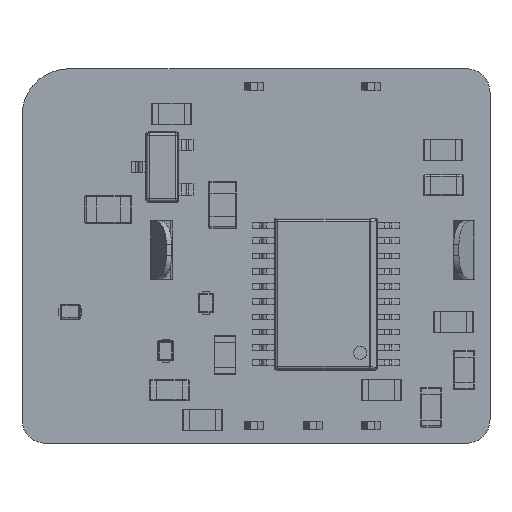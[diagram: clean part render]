
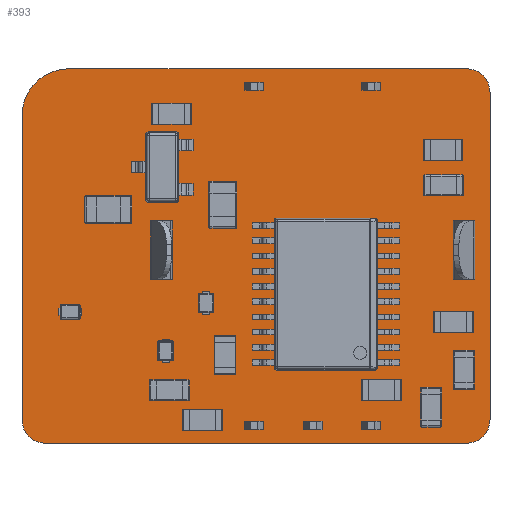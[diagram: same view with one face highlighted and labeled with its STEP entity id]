
A CAD part, top view. The second image highlights one B-rep face of the part: STEP entity #393.
In plain terms, the highlighted planar face has unit normal (0, 0, 1).
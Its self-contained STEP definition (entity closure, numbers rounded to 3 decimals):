
#128 = VERTEX_POINT('',#129);
#129 = CARTESIAN_POINT('',(1003.,1001.,0.401));
#135 = EDGE_CURVE('',#128,#136,#138,.T.);
#136 = VERTEX_POINT('',#137);
#137 = CARTESIAN_POINT('',(1004.,1000.,0.401));
#138 = CIRCLE('',#139,1.);
#139 = AXIS2_PLACEMENT_3D('',#140,#141,#142);
#140 = CARTESIAN_POINT('',(1004.,1001.,
    0.401));
#141 = DIRECTION('',(0.,0.,1.));
#142 = DIRECTION('',(-1.,0.,0.));
#168 = EDGE_CURVE('',#136,#169,#171,.T.);
#169 = VERTEX_POINT('',#170);
#170 = CARTESIAN_POINT('',(1022.,1000.,0.401));
#171 = LINE('',#172,#173);
#172 = CARTESIAN_POINT('',(1004.,1000.,0.401));
#173 = VECTOR('',#174,1.);
#174 = DIRECTION('',(1.,0.,0.));
#199 = EDGE_CURVE('',#169,#200,#202,.T.);
#200 = VERTEX_POINT('',#201);
#201 = CARTESIAN_POINT('',(1023.,1001.,0.401));
#202 = CIRCLE('',#203,1.);
#203 = AXIS2_PLACEMENT_3D('',#204,#205,#206);
#204 = CARTESIAN_POINT('',(1022.,1001.,
    0.401));
#205 = DIRECTION('',(0.,0.,1.));
#206 = DIRECTION('',(0.,-1.,0.));
#232 = EDGE_CURVE('',#200,#233,#235,.T.);
#233 = VERTEX_POINT('',#234);
#234 = CARTESIAN_POINT('',(1023.,1015.,0.401));
#235 = LINE('',#236,#237);
#236 = CARTESIAN_POINT('',(1023.,1001.,0.401));
#237 = VECTOR('',#238,1.);
#238 = DIRECTION('',(0.,1.,0.));
#263 = EDGE_CURVE('',#233,#264,#266,.T.);
#264 = VERTEX_POINT('',#265);
#265 = CARTESIAN_POINT('',(1022.,1016.,0.401));
#266 = CIRCLE('',#267,1.);
#267 = AXIS2_PLACEMENT_3D('',#268,#269,#270);
#268 = CARTESIAN_POINT('',(1022.,1015.,
    0.401));
#269 = DIRECTION('',(0.,0.,1.));
#270 = DIRECTION('',(1.,0.,0.));
#296 = EDGE_CURVE('',#264,#297,#299,.T.);
#297 = VERTEX_POINT('',#298);
#298 = CARTESIAN_POINT('',(1005.,1016.,0.401));
#299 = LINE('',#300,#301);
#300 = CARTESIAN_POINT('',(1022.,1016.,0.401));
#301 = VECTOR('',#302,1.);
#302 = DIRECTION('',(-1.,0.,0.));
#327 = EDGE_CURVE('',#297,#328,#330,.T.);
#328 = VERTEX_POINT('',#329);
#329 = CARTESIAN_POINT('',(1003.,1014.,0.401));
#330 = CIRCLE('',#331,2.001);
#331 = AXIS2_PLACEMENT_3D('',#332,#333,#334);
#332 = CARTESIAN_POINT('',(1005.001,1013.999,
    0.401));
#333 = DIRECTION('',(0.,0.,1.));
#334 = DIRECTION('',(0.,1.,0.));
#360 = EDGE_CURVE('',#328,#128,#361,.T.);
#361 = LINE('',#362,#363);
#362 = CARTESIAN_POINT('',(1003.,1014.,0.401));
#363 = VECTOR('',#364,1.);
#364 = DIRECTION('',(0.,-1.,0.));
#393 = ADVANCED_FACE('',(#394),#404,.F.);
#394 = FACE_BOUND('',#395,.T.);
#395 = EDGE_LOOP('',(#396,#397,#398,#399,#400,#401,#402,#403));
#396 = ORIENTED_EDGE('',*,*,#135,.T.);
#397 = ORIENTED_EDGE('',*,*,#168,.T.);
#398 = ORIENTED_EDGE('',*,*,#199,.T.);
#399 = ORIENTED_EDGE('',*,*,#232,.T.);
#400 = ORIENTED_EDGE('',*,*,#263,.T.);
#401 = ORIENTED_EDGE('',*,*,#296,.T.);
#402 = ORIENTED_EDGE('',*,*,#327,.T.);
#403 = ORIENTED_EDGE('',*,*,#360,.T.);
#404 = PLANE('',#405);
#405 = AXIS2_PLACEMENT_3D('',#406,#407,#408);
#406 = CARTESIAN_POINT('',(1003.,1001.,0.401));
#407 = DIRECTION('',(0.,0.,-1.));
#408 = DIRECTION('',(-1.,0.,0.));
